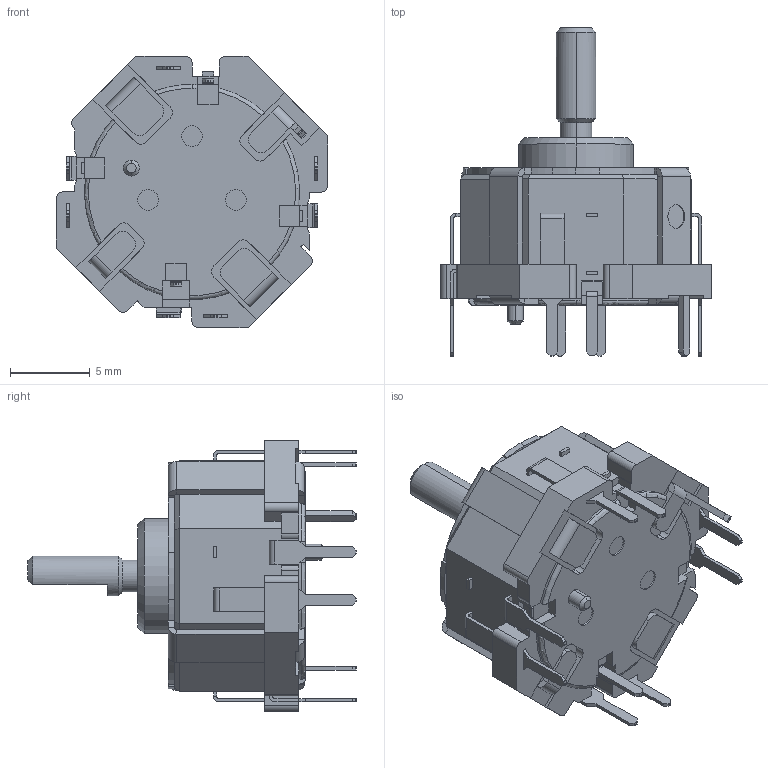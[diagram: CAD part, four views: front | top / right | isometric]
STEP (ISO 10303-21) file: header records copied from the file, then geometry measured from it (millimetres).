
FILE_DESCRIPTION (( 'STEP AP214' ), '1' );
FILE_NAME ('RKJXT1F42001.STEP', '2024-09-29T23:25:11', ( '' ), ( '' ), 'SwSTEP 2.0', 'SolidWorks 2021', '' );
FILE_SCHEMA (( 'AUTOMOTIVE_DESIGN' ));
Length unit declared in the file: millimetre
Products named in the file (1): RKJXT1F42001
Bounding box: 17 x 20.6 x 17 mm (x, y, z)
Volume: 1695.1 mm3; surface area: 1684.8 mm2
Topology: 23 solids, 23 shells, 598 faces, 1543 edges, 998 vertices
Faces by surface type: plane 432, cylinder 150, torus 9, cone 7
Entity records: 18331 total; most frequent: CARTESIAN_POINT 3226, ORIENTED_EDGE 3086, DIRECTION 3041, EDGE_CURVE 1543, LINE 1207, VECTOR 1207, VERTEX_POINT 998, AXIS2_PLACEMENT_3D 917
